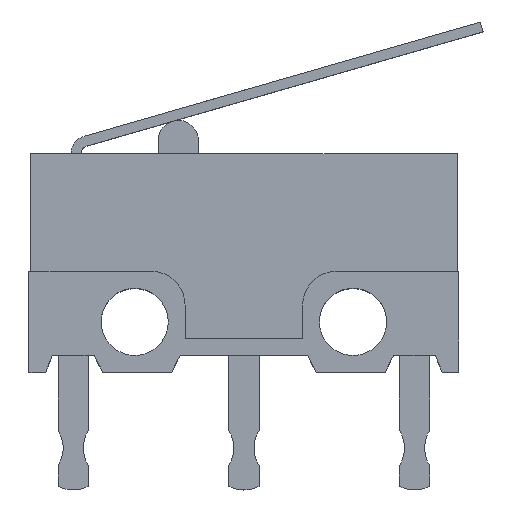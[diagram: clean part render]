
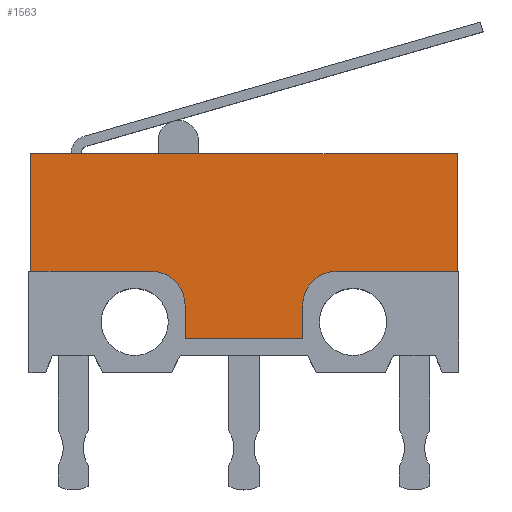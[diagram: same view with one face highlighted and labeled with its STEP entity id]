
A CAD part, top view. The second image highlights one B-rep face of the part: STEP entity #1563.
In plain terms, the highlighted planar face has unit normal (0, 0, 1).
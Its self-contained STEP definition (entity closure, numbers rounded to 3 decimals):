
#39=PLANE('',#1677);
#109=FACE_OUTER_BOUND('',#199,.T.);
#199=EDGE_LOOP('',(#1115,#1116,#1117,#1118,#1119,#1120,#1121,#1122,#1123,
#1124));
#287=LINE('',#2266,#471);
#290=LINE('',#2272,#474);
#293=LINE('',#2278,#477);
#296=LINE('',#2284,#480);
#299=LINE('',#2290,#483);
#303=LINE('',#2302,#487);
#306=LINE('',#2308,#490);
#308=LINE('',#2311,#492);
#471=VECTOR('',#1811,1000.);
#474=VECTOR('',#1816,1000.);
#477=VECTOR('',#1821,1000.);
#480=VECTOR('',#1826,1000.);
#483=VECTOR('',#1831,1000.);
#487=VECTOR('',#1843,1000.);
#490=VECTOR('',#1848,1000.);
#492=VECTOR('',#1852,1000.);
#652=CIRCLE('',#1665,1.);
#654=CIRCLE('',#1673,1.);
#697=VERTEX_POINT('',#2256);
#698=VERTEX_POINT('',#2258);
#700=VERTEX_POINT('',#2264);
#702=VERTEX_POINT('',#2270);
#704=VERTEX_POINT('',#2276);
#706=VERTEX_POINT('',#2282);
#708=VERTEX_POINT('',#2288);
#710=VERTEX_POINT('',#2294);
#712=VERTEX_POINT('',#2300);
#714=VERTEX_POINT('',#2306);
#849=EDGE_CURVE('',#697,#698,#652,.T.);
#853=EDGE_CURVE('',#697,#700,#287,.T.);
#856=EDGE_CURVE('',#700,#702,#290,.T.);
#859=EDGE_CURVE('',#702,#704,#293,.T.);
#862=EDGE_CURVE('',#704,#706,#296,.T.);
#865=EDGE_CURVE('',#706,#708,#299,.T.);
#868=EDGE_CURVE('',#710,#708,#654,.T.);
#871=EDGE_CURVE('',#710,#712,#303,.T.);
#874=EDGE_CURVE('',#712,#714,#306,.T.);
#876=EDGE_CURVE('',#714,#698,#308,.T.);
#1115=ORIENTED_EDGE('',*,*,#849,.F.);
#1116=ORIENTED_EDGE('',*,*,#853,.T.);
#1117=ORIENTED_EDGE('',*,*,#856,.T.);
#1118=ORIENTED_EDGE('',*,*,#859,.T.);
#1119=ORIENTED_EDGE('',*,*,#862,.T.);
#1120=ORIENTED_EDGE('',*,*,#865,.T.);
#1121=ORIENTED_EDGE('',*,*,#868,.F.);
#1122=ORIENTED_EDGE('',*,*,#871,.T.);
#1123=ORIENTED_EDGE('',*,*,#874,.T.);
#1124=ORIENTED_EDGE('',*,*,#876,.T.);
#1563=ADVANCED_FACE('',(#109),#39,.T.);
#1665=AXIS2_PLACEMENT_3D('',#2259,#1804,#1805);
#1673=AXIS2_PLACEMENT_3D('',#2296,#1837,#1838);
#1677=AXIS2_PLACEMENT_3D('',#2312,#1853,#1854);
#1804=DIRECTION('center_axis',(0.,0.,1.));
#1805=DIRECTION('ref_axis',(1.,0.,0.));
#1811=DIRECTION('',(1.,0.,0.));
#1816=DIRECTION('',(0.,1.,0.));
#1821=DIRECTION('',(-1.,0.,0.));
#1826=DIRECTION('',(0.,-1.,0.));
#1831=DIRECTION('',(1.,0.,0.));
#1837=DIRECTION('center_axis',(0.,0.,1.));
#1838=DIRECTION('ref_axis',(1.,0.,0.));
#1843=DIRECTION('',(0.,-1.,0.));
#1848=DIRECTION('',(1.,0.,0.));
#1852=DIRECTION('',(0.,1.,0.));
#1853=DIRECTION('center_axis',(0.,0.,1.));
#1854=DIRECTION('ref_axis',(1.,0.,0.));
#2256=CARTESIAN_POINT('',(2.75,1.5,2.85));
#2258=CARTESIAN_POINT('',(1.75,0.5,2.85));
#2259=CARTESIAN_POINT('Origin',(2.75,0.5,2.85));
#2264=CARTESIAN_POINT('',(6.35,1.5,2.85));
#2266=CARTESIAN_POINT('',(2.75,1.5,2.85));
#2270=CARTESIAN_POINT('',(6.35,5.,2.85));
#2272=CARTESIAN_POINT('',(6.35,1.5,2.85));
#2276=CARTESIAN_POINT('',(-6.35,5.,2.85));
#2278=CARTESIAN_POINT('',(6.35,5.,2.85));
#2282=CARTESIAN_POINT('',(-6.35,1.5,2.85));
#2284=CARTESIAN_POINT('',(-6.35,5.,2.85));
#2288=CARTESIAN_POINT('',(-2.75,1.5,2.85));
#2290=CARTESIAN_POINT('',(-6.35,1.5,2.85));
#2294=CARTESIAN_POINT('',(-1.75,0.5,2.85));
#2296=CARTESIAN_POINT('Origin',(-2.75,0.5,2.85));
#2300=CARTESIAN_POINT('',(-1.75,-0.5,2.85));
#2302=CARTESIAN_POINT('',(-1.75,0.5,2.85));
#2306=CARTESIAN_POINT('',(1.75,-0.5,2.85));
#2308=CARTESIAN_POINT('',(-1.75,-0.5,2.85));
#2311=CARTESIAN_POINT('',(1.75,-0.5,2.85));
#2312=CARTESIAN_POINT('Origin',(2.75,0.5,2.85));
